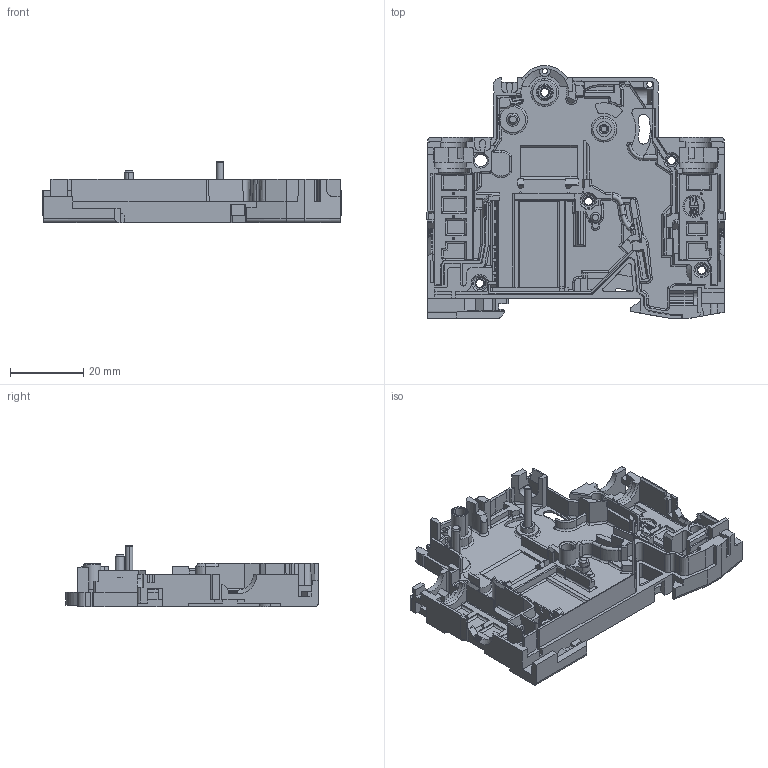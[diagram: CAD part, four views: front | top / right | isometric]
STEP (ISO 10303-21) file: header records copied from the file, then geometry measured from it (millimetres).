
FILE_DESCRIPTION((''),'2;1');
FILE_NAME('CASE_NEEDLE_ASM','2015-06-01T',('SESA69708'),('Schneider-Electric'),'PRO/ENGINEER BY PARAMETRIC TECHNOLOGY CORPORATION, 2012420','PRO/ENGINEER BY PARAMETRIC TECHNOLOGY CORPORATION, 2012420','');
FILE_SCHEMA(('CONFIG_CONTROL_DESIGN'));
Length unit declared in the file: millimetre
Products named in the file (3): BOITIER; 72569701; CASE_NEEDLE_ASM
Assembly tree (2 placements, depth 2):
  CASE_NEEDLE_ASM
    BOITIER
    72569701
Bounding box: 81.4 x 68.8 x 16.65 mm (x, y, z)
Volume: 14753.8 mm3; surface area: 18780.8 mm2
Topology: 2 solids, 2 shells, 1787 faces, 4951 edges, 3217 vertices
Faces by surface type: plane 1279, cylinder 350, cone 84, torus 61, bspline 8, sphere 5
Entity records: 57620 total; most frequent: CARTESIAN_POINT 11717, ORIENTED_EDGE 9892, DIRECTION 9045, EDGE_CURVE 4946, VECTOR 3915, LINE 3915, VERTEX_POINT 3217, AXIS2_PLACEMENT_3D 2565
